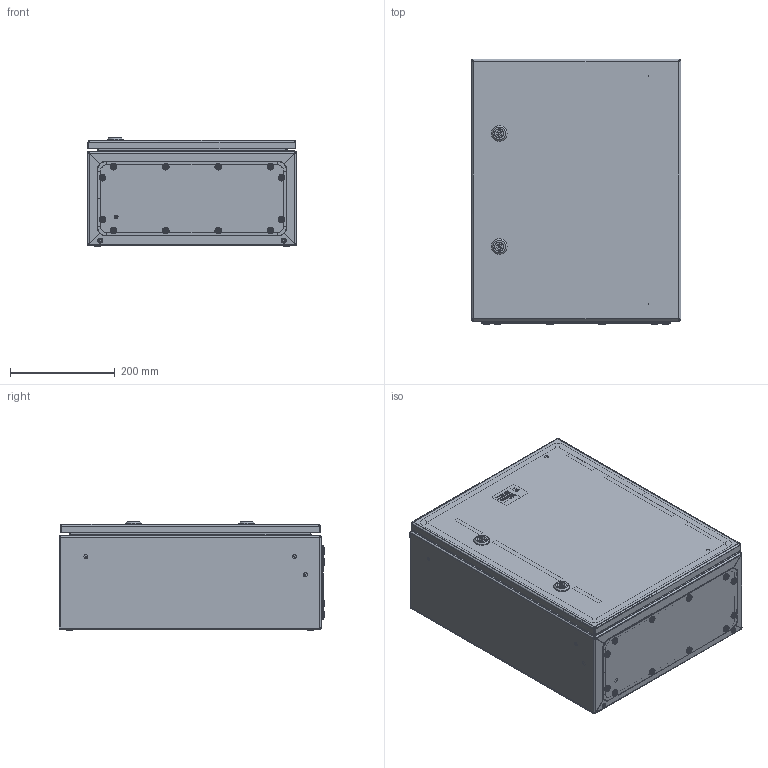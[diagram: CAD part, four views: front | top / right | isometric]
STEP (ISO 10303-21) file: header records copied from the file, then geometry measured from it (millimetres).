
FILE_DESCRIPTION (( 'STEP AP203' ), '1' );
FILE_NAME ('U2850050402 Êîðïóñ UC2M 50.40.20 IP66 (752.000.285).STEP', '2022-04-29T07:48:28', ( '' ), ( '' ), 'SwSTEP 2.0', 'SolidWorks 2017', '' );
FILE_SCHEMA (( 'CONFIG_CONTROL_DESIGN' ));
Length unit declared in the file: millimetre
Products named in the file (38): 027-187 署赅 UC2_01 (40.20); 000.210.362 Îñíîâàíèå äâåðêè UC2_02 (50.40); 嵑殧趌11371_5; 嵑殧趌11371_8; ч蜱齁罻 ST-9; 000.241.254 署赅 UC2_01 (40.20); Óïëîòíèòåëü ÏÏÓ äâåðêè UC2_17 (50.40); ч蜱齁罻 ST-6; 040-116 Âèíò ñïåöèàëüíûé ST 4,8x9; 嵑殧趌11371_6; U2850050402 扻豵鵨 UC2M 50.40.20 IP66 (752.000.285); 003-393 Ñòåíêà íèæíÿÿ UC2_03 (00.40); 000.241.255 署赅 UC2_01 (40.20); 扻豵鵨_п-1; 012-1794 眈翴錪 鳱歑膱 UC2_02 (50.40); 019-99 Ïëàíêà z-îáðàçíàÿ_00 (50); Øàéáà íåéëîí Ø028_Œ6; 008-399 Ñòåíêà ïðîôèëüíàÿ UC2_07 (50.40.20); Øïèëüêà ðåçüáîâàÿ Ì6_Œ8å30; Îñíîâàíèå ïåòëè 4-119 Dirak; Øòèôò ïåòëè 4-119 Dirak; Âòóëêà ïåòëè 4-119 Dirak; ﾇ瑟鶴 Mesan 060-1-1-13-33_00; Óïëîòíèòåëü ÏÏÓ êðûøêè UC2Ì_10 (40.20); Ñòîïîðíàÿ âòóëêà ïåòëè 4-119 Dirak; Øïèëüêà çàçåìëåíèÿ CKF CS_Œ6å16; 蹴濋趌5915_M8; 000.207.185 攜歑罻 UC2_02 (50.40); 010-325 Ïàíåëü ìîíòàæíàÿ UC2_07 (50.40.20); 鎔艜_17473_M6x12; 000.113.104 忺謤僔 UC2_07 (50.40.20); 056-272 椯鴀殣罻 UC2_07 (50.40.20); Øïèëüêà ðåçüáîâàÿ Ì6_Œ6å12; 蹴濋趌5915_M5; 嵑殧趌6402_8; Ïåòëÿ 4-119 Dirak_00; Øàéáà íåéëîí Ø028_Œ5; 椻壚樇襝鴀 Mesan 33
Assembly tree (108 placements, depth 4):
  U2850050402 扻豵鵨 UC2M 50.40.20 IP66 (752.000.285)
    000.113.104 忺謤僔 UC2_07 (50.40.20)
      008-399 Ñòåíêà ïðîôèëüíàÿ UC2_07 (50.40.20)
      003-393 Ñòåíêà íèæíÿÿ UC2_03 (00.40)
      Øïèëüêà ðåçüáîâàÿ Ì6_Œ8å30  x4
      Øïèëüêà ðåçüáîâàÿ Ì6_Œ6å12  x4
      Øïèëüêà çàçåìëåíèÿ CKF CS_Œ6å16  x2
    000.207.185 攜歑罻 UC2_02 (50.40)
      000.210.362 Îñíîâàíèå äâåðêè UC2_02 (50.40)
        012-1794 眈翴錪 鳱歑膱 UC2_02 (50.40)
        019-99 Ïëàíêà z-îáðàçíàÿ_00 (50)  x2
        Âòóëêà ïåòëè 4-119 Dirak  x2
        Øïèëüêà çàçåìëåíèÿ CKF CS_Œ6å16  x2
      Óïëîòíèòåëü ÏÏÓ äâåðêè UC2_17 (50.40)
      ﾇ瑟鶴 Mesan 060-1-1-13-33_00  x2
        扻豵鵨_п-1
        椻壚樇襝鴀 Mesan 33
        嵑殧趌11371_6
        鎔艜_17473_M6x12
    Ïåòëÿ 4-119 Dirak_00  x2
      Âòóëêà ïåòëè 4-119 Dirak
      Øòèôò ïåòëè 4-119 Dirak
      Îñíîâàíèå ïåòëè 4-119 Dirak
      Ñòîïîðíàÿ âòóëêà ïåòëè 4-119 Dirak
    嵑殧趌11371_5  x4
    Øàéáà íåéëîí Ø028_Œ5  x4
    蹴濋趌5915_M5  x4
    ч蜱齁罻 ST-6  x6
    ч蜱齁罻 ST-9  x4
    010-325 Ïàíåëü ìîíòàæíàÿ UC2_07 (50.40.20)
    蹴濋趌5915_M8  x12
    嵑殧趌11371_8  x4
    嵑殧趌6402_8  x4
    000.241.254 署赅 UC2_01 (40.20)
      000.241.255 署赅 UC2_01 (40.20)
        027-187 署赅 UC2_01 (40.20)
        Øïèëüêà çàçåìëåíèÿ CKF CS_Œ6å16
      Óïëîòíèòåëü ÏÏÓ êðûøêè UC2Ì_10 (40.20)
    040-116 Âèíò ñïåöèàëüíûé ST 4,8x9  x12
    Øàéáà íåéëîí Ø028_Œ6  x12
    056-272 椯鴀殣罻 UC2_07 (50.40.20)
Bounding box: 400.6 x 507.22 x 207.25 mm (x, y, z)
Volume: 1749620.5 mm3; surface area: 2153722.2 mm2
Topology: 107 solids, 109 shells, 4733 faces, 11127 edges, 6798 vertices
Faces by surface type: plane 1724, cylinder 1252, bspline 1055, cone 282, sphere 216, torus 204
Entity records: 107987 total; most frequent: CARTESIAN_POINT 49824, ORIENTED_EDGE 11584, DIRECTION 9053, EDGE_CURVE 5792, VERTEX_POINT 3722, LINE 3429, VECTOR 3429, AXIS2_PLACEMENT_3D 2812
